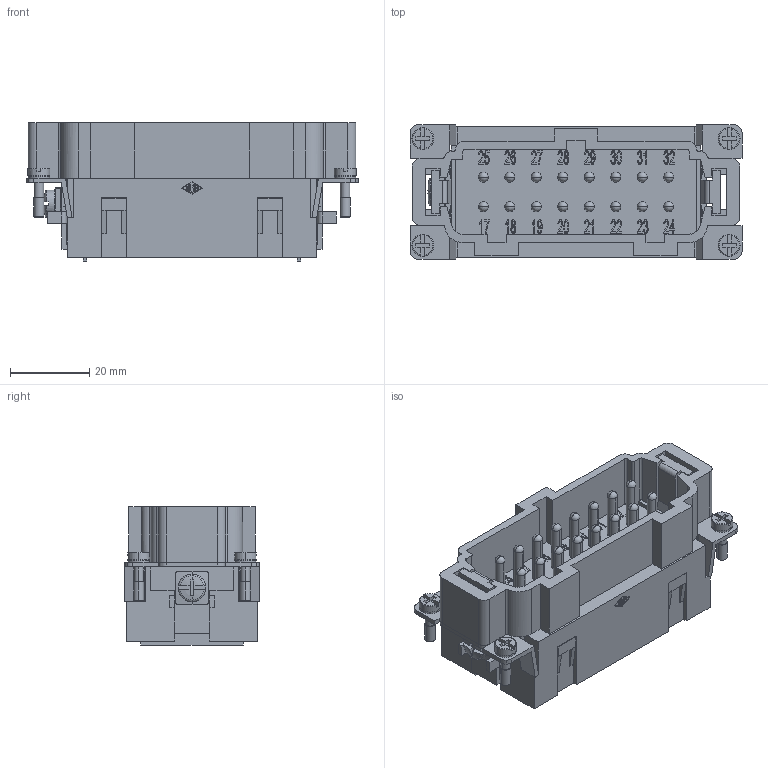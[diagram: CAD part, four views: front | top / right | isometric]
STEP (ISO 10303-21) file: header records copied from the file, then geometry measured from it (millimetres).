
FILE_DESCRIPTION((''),'2;1');
FILE_NAME('CSEM 16 N.stp','2006-11-02T09:57:26',('gembarski'),(''),'Autodesk Inventor 7','Autodesk Inventor 7','');
FILE_SCHEMA(('AUTOMOTIVE_DESIGN { 1 0 10303 214 1 1 1 1 }'));
Length unit declared in the file: millimetre
Products named in the file (1): CSEM Kontakteinsätze mit Käfigzugfederanschluss
Bounding box: 84 x 34 x 35 mm (x, y, z)
Volume: 47983.2 mm3; surface area: 24911.9 mm2
Topology: 1 solids, 1 shells, 1835 faces, 4973 edges, 3236 vertices
Faces by surface type: bspline 903, plane 688, cylinder 156, cone 40, sphere 34, torus 14
Entity records: 61016 total; most frequent: CARTESIAN_POINT 19708, ORIENTED_EDGE 9818, DIRECTION 6171, EDGE_CURVE 4909, VERTEX_POINT 3236, VECTOR 3129, LINE 3129, EDGE_LOOP 2015
